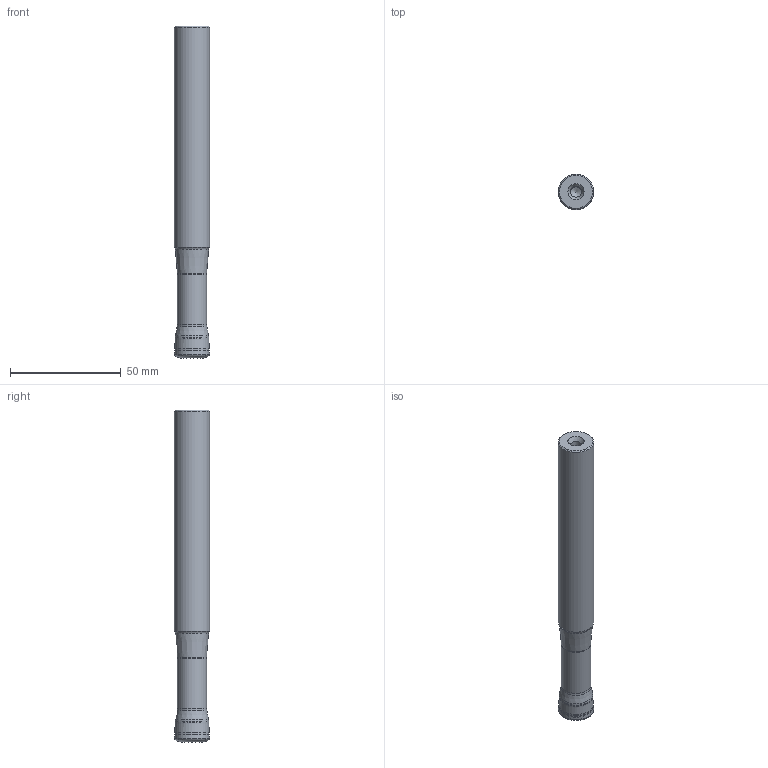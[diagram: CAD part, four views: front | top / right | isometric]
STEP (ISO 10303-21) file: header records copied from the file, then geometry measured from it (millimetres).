
FILE_DESCRIPTION(/* description */ (''),/* implementation_level */ '2;1');
FILE_NAME(/* name */ '202797894ndi000_00.stp',/* time_stamp */ '2020-01-17T08:54:41+01:00',/* author */ (''),/* organization */ (''),/* preprocessor_version */ 'ST-DEVELOPER v16.7',/* originating_system */ 'SIEMENS PLM Software NX 12.0',/* authorisation */ '');
FILE_SCHEMA (('AUTOMOTIVE_DESIGN { 1 0 10303 214 3 1 1 1 }'));
Length unit declared in the file: millimetre
Products named in the file (1): mp54386C9DC08pm2
Bounding box: 16 x 16 x 150 mm (x, y, z)
Volume: 26430.2 mm3; surface area: 10472.5 mm2
Topology: 2 solids, 2 shells, 54 faces, 112 edges, 60 vertices
Faces by surface type: revolution 34, cone 7, torus 6, cylinder 4, plane 2, bspline 1
Full cylindrical faces by diameter (mm): 5 x1, 13.249 x1, 15.249 x1, 16 x1
Entity records: 1397 total; most frequent: CARTESIAN_POINT 442, DIRECTION 180, FACE_BOUND 106, EDGE_LOOP 106, ORIENTED_EDGE 106, AXIS2_PLACEMENT_3D 73, ADVANCED_FACE 54, VERTEX_POINT 54
